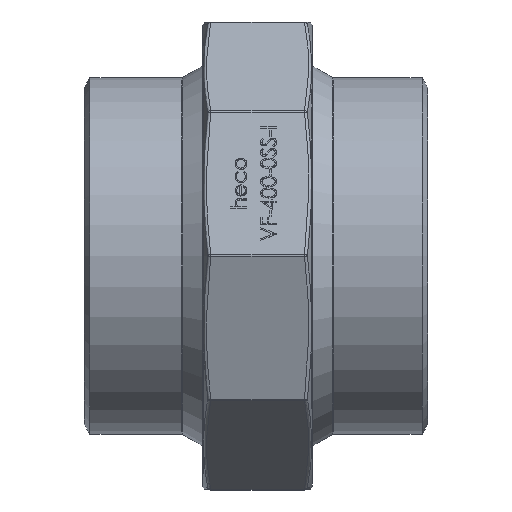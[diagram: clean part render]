
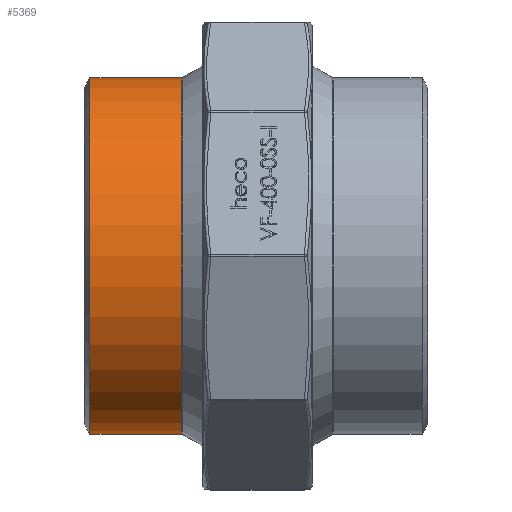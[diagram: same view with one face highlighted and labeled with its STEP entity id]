
A CAD part, top view. The second image highlights one B-rep face of the part: STEP entity #5369.
In plain terms, the highlighted cylindrical face has radius 57.15 mm (diameter 114.3 mm), a full revolution.
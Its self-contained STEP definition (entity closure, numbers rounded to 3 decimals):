
#455 = AXIS2_PLACEMENT_3D ( 'NONE', #12088, #16535, #16356 ) ;
#2026 = ORIENTED_EDGE ( 'NONE', *, *, #7100, .F. ) ;
#2555 = AXIS2_PLACEMENT_3D ( 'NONE', #12744, #18410, #4885 ) ;
#2710 = CARTESIAN_POINT ( 'NONE',  ( -58.268, 0., 57.15 ) ) ;
#3307 = EDGE_LOOP ( 'NONE', ( #2026 ) ) ;
#4885 = DIRECTION ( 'NONE',  ( 0., 1., 0. ) ) ;
#4946 = DIRECTION ( 'NONE',  ( -1., 0., 0. ) ) ;
#5369 = ADVANCED_FACE ( 'NONE', ( #7445, #14782 ), #11632, .T. ) ;
#5512 = VERTEX_POINT ( 'NONE', #2710 ) ;
#7100 = EDGE_CURVE ( 'NONE', #5512, #5512, #7685, .T. ) ;
#7445 = FACE_OUTER_BOUND ( 'NONE', #14500, .T. ) ;
#7685 = CIRCLE ( 'NONE', #15689, 57.15 ) ;
#8786 = CARTESIAN_POINT ( 'NONE',  ( -28.802, 57.15, 0. ) ) ;
#9102 = CARTESIAN_POINT ( 'NONE',  ( -58.268, 0., 0. ) ) ;
#9399 = ORIENTED_EDGE ( 'NONE', *, *, #15949, .T. ) ;
#11632 = CYLINDRICAL_SURFACE ( 'NONE', #455, 57.15 ) ;
#12088 = CARTESIAN_POINT ( 'NONE',  ( 0., 0., 0. ) ) ;
#12744 = CARTESIAN_POINT ( 'NONE',  ( -28.802, 0., 0. ) ) ;
#12964 = CIRCLE ( 'NONE', #2555, 57.15 ) ;
#13442 = DIRECTION ( 'NONE',  ( 0., 0., 1. ) ) ;
#14500 = EDGE_LOOP ( 'NONE', ( #9399 ) ) ;
#14782 = FACE_OUTER_BOUND ( 'NONE', #3307, .T. ) ;
#15689 = AXIS2_PLACEMENT_3D ( 'NONE', #9102, #4946, #13442 ) ;
#15743 = VERTEX_POINT ( 'NONE', #8786 ) ;
#15949 = EDGE_CURVE ( 'NONE', #15743, #15743, #12964, .T. ) ;
#16356 = DIRECTION ( 'NONE',  ( 0., 1., 0. ) ) ;
#16535 = DIRECTION ( 'NONE',  ( 1., 0., 0. ) ) ;
#18410 = DIRECTION ( 'NONE',  ( -1., 0., 0. ) ) ;
